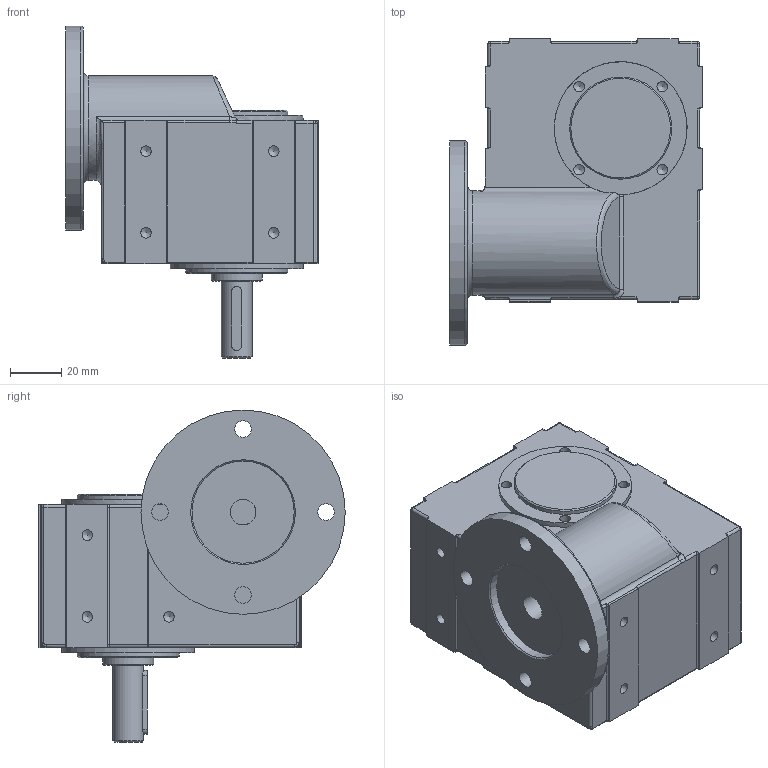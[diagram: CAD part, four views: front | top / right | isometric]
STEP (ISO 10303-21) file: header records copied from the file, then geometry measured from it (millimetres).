
FILE_DESCRIPTION((''),'2;1');
FILE_NAME('A31_25W_B141_M1.ipt.stp','2010-03-02T08:40:56',('INDUR'),(''),'Autodesk Inventor 2010','Autodesk Inventor 2010','');
FILE_SCHEMA(('CONFIG_CONTROL_DESIGN'));
Length unit declared in the file: millimetre
Products named in the file (1): A31_25W_B141_M1
Bounding box: 99 x 120 x 130 mm (x, y, z)
Volume: 557131.6 mm3; surface area: 57109.8 mm2
Topology: 1 solids, 1 shells, 366 faces, 959 edges, 613 vertices
Faces by surface type: plane 135, bspline 124, cylinder 86, cone 17, sphere 3, torus 1
Full cylindrical faces by diameter (mm): 4.134 x12, 10 x1, 12 x1, 20 x1, 40 x3, 41 x1, 52 x1, 80 x1
Entity records: 14002 total; most frequent: CARTESIAN_POINT 5918, ORIENTED_EDGE 1686, DIRECTION 1472, EDGE_CURVE 843, VERTEX_POINT 573, AXIS2_PLACEMENT_3D 505, EDGE_LOOP 468, VECTOR 462
